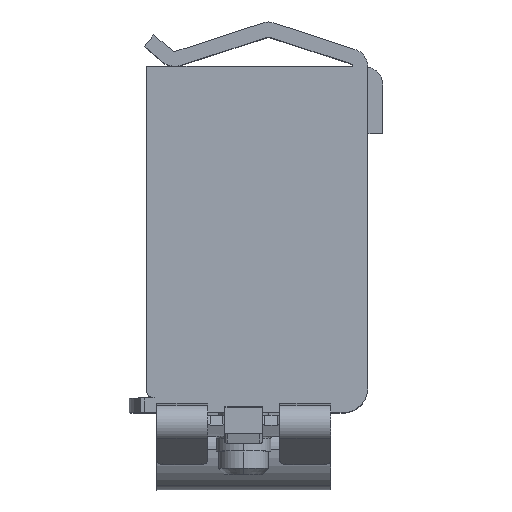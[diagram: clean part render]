
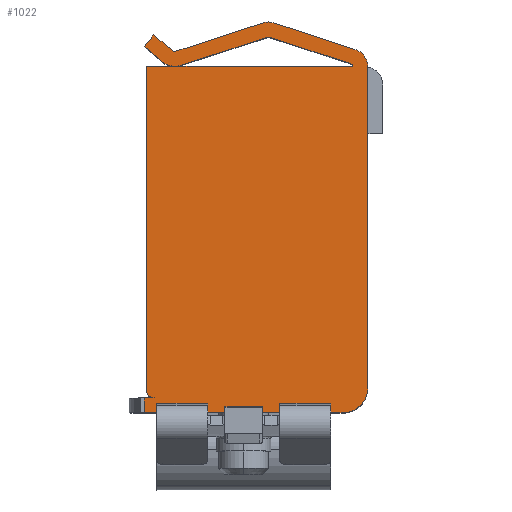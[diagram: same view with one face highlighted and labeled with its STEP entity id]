
A CAD part, top view. The second image highlights one B-rep face of the part: STEP entity #1022.
In plain terms, the highlighted planar face has unit normal (0, 0, 1).
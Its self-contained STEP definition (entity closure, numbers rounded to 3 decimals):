
#158=DIRECTION('',(1.,0.,0.));
#159=VECTOR('',#158,16.);
#160=CARTESIAN_POINT('',(-9.,-15.719,10.));
#161=LINE('',#160,#159);
#219=CARTESIAN_POINT('',(-6.535,13.648,10.));
#220=DIRECTION('',(0.,0.,1.));
#221=DIRECTION('',(0.009,-1.,0.));
#222=AXIS2_PLACEMENT_3D('',#219,#220,#221);
#224=DIRECTION('',(-1.,0.,0.));
#225=VECTOR('',#224,14.316);
#226=CARTESIAN_POINT('',(7.795,12.148,10.));
#227=LINE('',#226,#225);
#228=CARTESIAN_POINT('',(7.5,12.092,10.));
#229=DIRECTION('',(0.,0.,-1.));
#230=DIRECTION('',(0.309,0.951,0.));
#231=AXIS2_PLACEMENT_3D('',#228,#229,#230);
#233=DIRECTION('',(0.951,-0.309,0.));
#234=VECTOR('',#233,6.835);
#235=CARTESIAN_POINT('',(1.093,14.489,10.));
#236=LINE('',#235,#234);
#237=CARTESIAN_POINT('',(1.,14.204,10.));
#238=DIRECTION('',(0.,0.,-1.));
#239=DIRECTION('',(-0.309,0.951,0.));
#240=AXIS2_PLACEMENT_3D('',#237,#238,#239);
#242=DIRECTION('',(0.951,0.309,0.));
#243=VECTOR('',#242,7.337);
#244=CARTESIAN_POINT('',(-6.071,12.222,10.));
#245=LINE('',#244,#243);
#246=CARTESIAN_POINT('',(7.,-13.719,10.));
#247=DIRECTION('',(0.,0.,1.));
#248=DIRECTION('',(0.,-1.,0.));
#249=AXIS2_PLACEMENT_3D('',#246,#247,#248);
#251=DIRECTION('',(0.,1.,0.));
#252=VECTOR('',#251,1.2);
#253=CARTESIAN_POINT('',(-9.,-15.719,10.));
#254=LINE('',#253,#252);
#255=DIRECTION('',(-1.,0.,0.));
#256=VECTOR('',#255,0.8);
#257=CARTESIAN_POINT('',(-8.2,-14.519,10.));
#258=LINE('',#257,#256);
#259=CARTESIAN_POINT('',(-8.2,-13.919,10.));
#260=DIRECTION('',(0.,0.,1.));
#261=DIRECTION('',(-0.999,-0.034,0.));
#262=AXIS2_PLACEMENT_3D('',#259,#260,#261);
#264=DIRECTION('',(0.,-1.,0.));
#265=VECTOR('',#264,26.088);
#266=CARTESIAN_POINT('',(-8.802,12.148,10.));
#267=LINE('',#266,#265);
#268=DIRECTION('',(-1.,0.,0.));
#269=VECTOR('',#268,2.281);
#270=CARTESIAN_POINT('',(-6.522,12.148,10.));
#271=LINE('',#270,#269);
#272=CARTESIAN_POINT('',(-6.535,13.648,10.));
#273=DIRECTION('',(0.,0.,1.));
#274=DIRECTION('',(-0.643,-0.766,0.));
#275=AXIS2_PLACEMENT_3D('',#272,#273,#274);
#277=DIRECTION('',(0.766,-0.643,0.));
#278=VECTOR('',#277,1.96);
#279=CARTESIAN_POINT('',(-9.,13.759,10.));
#280=LINE('',#279,#278);
#281=DIRECTION('',(-0.643,-0.766,0.));
#282=VECTOR('',#281,1.2);
#283=CARTESIAN_POINT('',(-8.229,14.678,10.));
#284=LINE('',#283,#282);
#285=DIRECTION('',(-0.766,0.643,0.));
#286=VECTOR('',#285,1.96);
#287=CARTESIAN_POINT('',(-6.727,13.418,10.));
#288=LINE('',#287,#286);
#289=CARTESIAN_POINT('',(-6.535,13.648,10.));
#290=DIRECTION('',(0.,0.,-1.));
#291=DIRECTION('',(0.309,-0.951,0.));
#292=AXIS2_PLACEMENT_3D('',#289,#290,#291);
#294=DIRECTION('',(-0.951,-0.309,0.));
#295=VECTOR('',#294,7.435);
#296=CARTESIAN_POINT('',(0.629,15.66,10.));
#297=LINE('',#296,#295);
#298=CARTESIAN_POINT('',(1.,14.519,10.));
#299=DIRECTION('',(0.,0.,1.));
#300=DIRECTION('',(0.309,0.951,0.));
#301=AXIS2_PLACEMENT_3D('',#298,#299,#300);
#303=DIRECTION('',(-0.951,0.309,0.));
#304=VECTOR('',#303,6.932);
#305=CARTESIAN_POINT('',(7.964,13.518,10.));
#306=LINE('',#305,#304);
#307=CARTESIAN_POINT('',(7.5,12.092,10.));
#308=DIRECTION('',(0.,0.,1.));
#309=DIRECTION('',(1.,0.016,0.));
#310=AXIS2_PLACEMENT_3D('',#307,#308,#309);
#368=DIRECTION('',(0.,1.,0.));
#369=VECTOR('',#368,25.837);
#370=CARTESIAN_POINT('',(9.,-13.719,10.));
#371=LINE('',#370,#369);
#662=CARTESIAN_POINT('',(-8.8,-13.94,10.));
#663=CARTESIAN_POINT('',(-8.2,-14.519,10.));
#664=VERTEX_POINT('',#662);
#665=VERTEX_POINT('',#663);
#666=CARTESIAN_POINT('',(7.,-15.719,10.));
#667=CARTESIAN_POINT('',(9.,-13.719,10.));
#668=VERTEX_POINT('',#666);
#669=VERTEX_POINT('',#667);
#670=CARTESIAN_POINT('',(7.964,13.518,10.));
#671=CARTESIAN_POINT('',(1.371,15.66,10.));
#672=VERTEX_POINT('',#670);
#673=VERTEX_POINT('',#671);
#674=CARTESIAN_POINT('',(0.629,15.66,10.));
#675=VERTEX_POINT('',#674);
#676=CARTESIAN_POINT('',(-6.442,13.363,10.));
#677=VERTEX_POINT('',#676);
#678=CARTESIAN_POINT('',(-6.727,13.418,10.));
#679=VERTEX_POINT('',#678);
#680=CARTESIAN_POINT('',(-8.229,14.678,10.));
#681=VERTEX_POINT('',#680);
#682=CARTESIAN_POINT('',(-9.,13.759,10.));
#683=VERTEX_POINT('',#682);
#684=CARTESIAN_POINT('',(-7.499,12.499,10.));
#685=VERTEX_POINT('',#684);
#686=CARTESIAN_POINT('',(-6.071,12.222,10.));
#687=CARTESIAN_POINT('',(0.907,14.489,10.));
#688=VERTEX_POINT('',#686);
#689=VERTEX_POINT('',#687);
#690=CARTESIAN_POINT('',(1.093,14.489,10.));
#691=VERTEX_POINT('',#690);
#692=CARTESIAN_POINT('',(7.593,12.377,10.));
#693=VERTEX_POINT('',#692);
#694=CARTESIAN_POINT('',(7.795,12.148,10.));
#695=VERTEX_POINT('',#694);
#696=CARTESIAN_POINT('',(-8.802,12.148,10.));
#697=VERTEX_POINT('',#696);
#700=CARTESIAN_POINT('',(-6.522,12.148,10.));
#701=VERTEX_POINT('',#700);
#706=CARTESIAN_POINT('',(-9.,-15.719,10.));
#707=CARTESIAN_POINT('',(-9.,-14.519,10.));
#708=VERTEX_POINT('',#706);
#709=VERTEX_POINT('',#707);
#772=CARTESIAN_POINT('',(9.,12.117,10.));
#774=VERTEX_POINT('',#772);
#970=CARTESIAN_POINT('',(0.,0.,10.));
#971=DIRECTION('',(0.,0.,1.));
#972=DIRECTION('',(1.,0.,0.));
#973=AXIS2_PLACEMENT_3D('',#970,#971,#972);
#974=PLANE('',#973);
#976=ORIENTED_EDGE('',*,*,#975,.F.);
#978=ORIENTED_EDGE('',*,*,#977,.F.);
#979=ORIENTED_EDGE('',*,*,#923,.F.);
#981=ORIENTED_EDGE('',*,*,#980,.T.);
#983=ORIENTED_EDGE('',*,*,#982,.F.);
#985=ORIENTED_EDGE('',*,*,#984,.F.);
#987=ORIENTED_EDGE('',*,*,#986,.F.);
#988=ORIENTED_EDGE('',*,*,#874,.F.);
#990=ORIENTED_EDGE('',*,*,#989,.F.);
#992=ORIENTED_EDGE('',*,*,#991,.F.);
#994=ORIENTED_EDGE('',*,*,#993,.F.);
#996=ORIENTED_EDGE('',*,*,#995,.F.);
#998=ORIENTED_EDGE('',*,*,#997,.F.);
#1000=ORIENTED_EDGE('',*,*,#999,.F.);
#1002=ORIENTED_EDGE('',*,*,#1001,.F.);
#1004=ORIENTED_EDGE('',*,*,#1003,.F.);
#1006=ORIENTED_EDGE('',*,*,#1005,.F.);
#1007=EDGE_LOOP('',(#976,#978,#979,#981,#983,#985,#987,#988,#990,#992,#994,#996,
#998,#1000,#1002,#1004,#1006));
#1008=FACE_OUTER_BOUND('',#1007,.F.);
#1010=ORIENTED_EDGE('',*,*,#1009,.F.);
#1011=ORIENTED_EDGE('',*,*,#872,.F.);
#1013=ORIENTED_EDGE('',*,*,#1012,.F.);
#1015=ORIENTED_EDGE('',*,*,#1014,.F.);
#1017=ORIENTED_EDGE('',*,*,#1016,.F.);
#1019=ORIENTED_EDGE('',*,*,#1018,.F.);
#1020=EDGE_LOOP('',(#1010,#1011,#1013,#1015,#1017,#1019));
#1021=FACE_BOUND('',#1020,.F.);
#1022=ADVANCED_FACE('',(#1008,#1021),#974,.T.);
#223=CIRCLE('',#222,1.5);
#232=CIRCLE('',#231,0.3);
#241=CIRCLE('',#240,0.3);
#250=CIRCLE('',#249,2.);
#263=CIRCLE('',#262,0.6);
#276=CIRCLE('',#275,1.5);
#293=CIRCLE('',#292,0.3);
#302=CIRCLE('',#301,1.2);
#311=CIRCLE('',#310,1.5);
#872=EDGE_CURVE('',#695,#701,#227,.T.);
#874=EDGE_CURVE('',#701,#697,#271,.T.);
#923=EDGE_CURVE('',#708,#668,#161,.T.);
#975=EDGE_CURVE('',#669,#774,#371,.T.);
#977=EDGE_CURVE('',#668,#669,#250,.T.);
#980=EDGE_CURVE('',#708,#709,#254,.T.);
#982=EDGE_CURVE('',#665,#709,#258,.T.);
#984=EDGE_CURVE('',#664,#665,#263,.T.);
#986=EDGE_CURVE('',#697,#664,#267,.T.);
#989=EDGE_CURVE('',#685,#701,#276,.T.);
#991=EDGE_CURVE('',#683,#685,#280,.T.);
#993=EDGE_CURVE('',#681,#683,#284,.T.);
#995=EDGE_CURVE('',#679,#681,#288,.T.);
#997=EDGE_CURVE('',#677,#679,#293,.T.);
#999=EDGE_CURVE('',#675,#677,#297,.T.);
#1001=EDGE_CURVE('',#673,#675,#302,.T.);
#1003=EDGE_CURVE('',#672,#673,#306,.T.);
#1005=EDGE_CURVE('',#774,#672,#311,.T.);
#1009=EDGE_CURVE('',#701,#688,#223,.T.);
#1012=EDGE_CURVE('',#693,#695,#232,.T.);
#1014=EDGE_CURVE('',#691,#693,#236,.T.);
#1016=EDGE_CURVE('',#689,#691,#241,.T.);
#1018=EDGE_CURVE('',#688,#689,#245,.T.);
